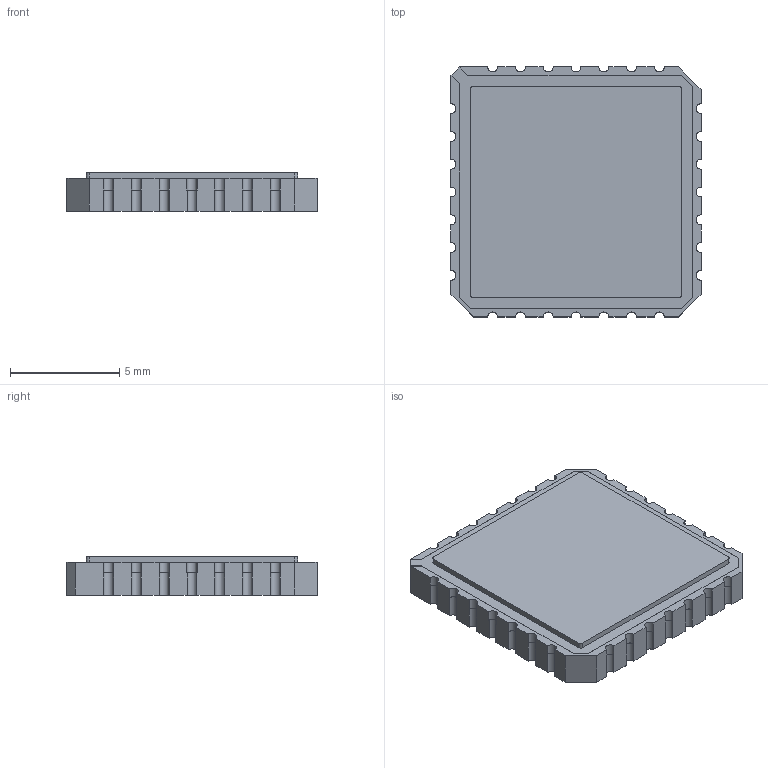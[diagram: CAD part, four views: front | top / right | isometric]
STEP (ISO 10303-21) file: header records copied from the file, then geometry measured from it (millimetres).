
FILE_DESCRIPTION((''),'2;1');
FILE_NAME('E28A','2019-07-03T12:41:51',('a0412086'),(''),'CREO PARAMETRIC BY PTC INC, 2018020','CREO PARAMETRIC BY PTC INC, 2018020','');
FILE_SCHEMA(('AUTOMOTIVE_DESIGN { 1 0 10303 214 1 1 1 1 }'));
Length unit declared in the file: inch
Products named in the file (1): E28A
Bounding box: 11.43 x 11.43 x 1.76 mm (x, y, z)
Volume: 213.9 mm3; surface area: 391.9 mm2
Topology: 1 solids, 2 shells, 270 faces, 790 edges, 526 vertices
Faces by surface type: plane 208, cylinder 62
Entity records: 12139 total; most frequent: CARTESIAN_POINT 1588, ORIENTED_EDGE 1580, DIRECTION 1454, PRESENTATION_STYLE_ASSIGNMENT 858, STYLED_ITEM 791, CURVE_STYLE 790, EDGE_CURVE 790, VECTOR 666
